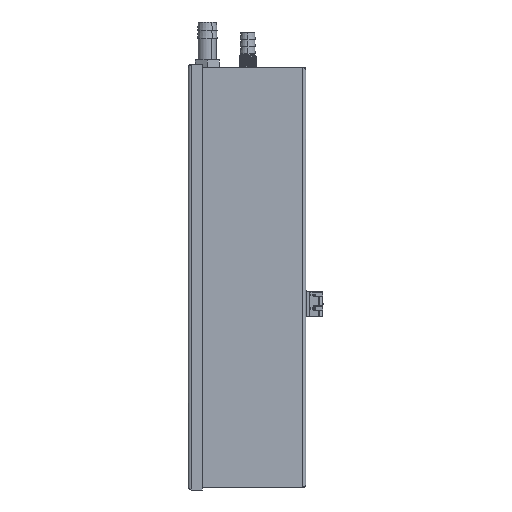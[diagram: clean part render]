
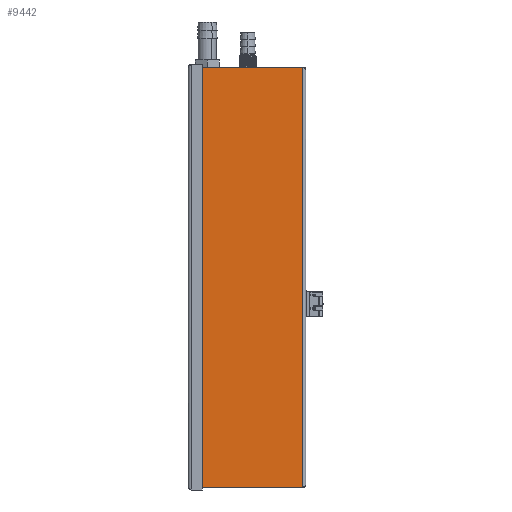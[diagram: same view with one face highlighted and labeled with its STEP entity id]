
A CAD part, left-side view. The second image highlights one B-rep face of the part: STEP entity #9442.
In plain terms, the highlighted planar face has unit normal (-1, 0, 0).
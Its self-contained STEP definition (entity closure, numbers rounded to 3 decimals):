
#661=DIRECTION('',(0.,0.,-1.));
#662=VECTOR('',#661,127.42);
#663=CARTESIAN_POINT('',(-74.5,83.,-19.08));
#664=LINE('',#663,#662);
#669=DIRECTION('',(0.,0.,-1.));
#670=VECTOR('',#669,150.095);
#671=CARTESIAN_POINT('',(-74.5,83.,146.5));
#672=LINE('',#671,#670);
#869=DIRECTION('',(0.,0.,1.));
#870=VECTOR('',#869,299.);
#871=CARTESIAN_POINT('',(-74.5,2.5,-149.5));
#872=LINE('',#871,#870);
#2773=DIRECTION('',(0.,0.,1.));
#2774=VECTOR('',#2773,5.485);
#2775=CARTESIAN_POINT('',(-74.5,83.,-14.08));
#2776=LINE('',#2775,#2774);
#2777=DIRECTION('',(0.,-0.707,0.707));
#2778=VECTOR('',#2777,4.243);
#2779=CARTESIAN_POINT('',(-74.5,83.,146.5));
#2780=LINE('',#2779,#2778);
#2781=DIRECTION('',(0.,-1.,0.));
#2782=VECTOR('',#2781,77.5);
#2783=CARTESIAN_POINT('',(-74.5,80.,149.5));
#2784=LINE('',#2783,#2782);
#2785=DIRECTION('',(0.,1.,0.));
#2786=VECTOR('',#2785,77.5);
#2787=CARTESIAN_POINT('',(-74.5,2.5,-149.5));
#2788=LINE('',#2787,#2786);
#2789=DIRECTION('',(0.,0.707,0.707));
#2790=VECTOR('',#2789,4.243);
#2791=CARTESIAN_POINT('',(-74.5,80.,-149.5));
#2792=LINE('',#2791,#2790);
#2797=DIRECTION('',(0.,1.,0.));
#2798=VECTOR('',#2797,0.5);
#2799=CARTESIAN_POINT('',(-74.5,82.5,-19.08));
#2800=LINE('',#2799,#2798);
#2801=DIRECTION('',(0.,0.,-1.));
#2802=VECTOR('',#2801,5.);
#2803=CARTESIAN_POINT('',(-74.5,82.5,-14.08));
#2804=LINE('',#2803,#2802);
#2813=DIRECTION('',(0.,-1.,0.));
#2814=VECTOR('',#2813,0.5);
#2815=CARTESIAN_POINT('',(-74.5,83.,-14.08));
#2816=LINE('',#2815,#2814);
#2825=DIRECTION('',(0.,1.,0.));
#2826=VECTOR('',#2825,0.5);
#2827=CARTESIAN_POINT('',(-74.5,82.5,-8.595));
#2828=LINE('',#2827,#2826);
#2829=DIRECTION('',(0.,0.,-1.));
#2830=VECTOR('',#2829,5.);
#2831=CARTESIAN_POINT('',(-74.5,82.5,-3.595));
#2832=LINE('',#2831,#2830);
#2841=DIRECTION('',(0.,-1.,0.));
#2842=VECTOR('',#2841,0.5);
#2843=CARTESIAN_POINT('',(-74.5,83.,-3.595));
#2844=LINE('',#2843,#2842);
#4211=CARTESIAN_POINT('',(-74.5,2.5,-149.5));
#4212=VERTEX_POINT('',#4211);
#4231=CARTESIAN_POINT('',(-74.5,83.,146.5));
#4232=CARTESIAN_POINT('',(-74.5,80.,149.5));
#4233=VERTEX_POINT('',#4231);
#4234=VERTEX_POINT('',#4232);
#4235=CARTESIAN_POINT('',(-74.5,2.5,149.5));
#4236=VERTEX_POINT('',#4235);
#4237=CARTESIAN_POINT('',(-74.5,80.,-149.5));
#4238=VERTEX_POINT('',#4237);
#4239=CARTESIAN_POINT('',(-74.5,83.,-146.5));
#4240=VERTEX_POINT('',#4239);
#4241=CARTESIAN_POINT('',(-74.5,82.5,-14.08));
#4242=CARTESIAN_POINT('',(-74.5,82.5,-19.08));
#4243=VERTEX_POINT('',#4241);
#4244=VERTEX_POINT('',#4242);
#4245=CARTESIAN_POINT('',(-74.5,82.5,-3.595));
#4246=CARTESIAN_POINT('',(-74.5,82.5,-8.595));
#4247=VERTEX_POINT('',#4245);
#4248=VERTEX_POINT('',#4246);
#5064=CARTESIAN_POINT('',(-74.5,83.,-14.08));
#5065=CARTESIAN_POINT('',(-74.5,83.,-8.595));
#5066=VERTEX_POINT('',#5064);
#5067=VERTEX_POINT('',#5065);
#5084=CARTESIAN_POINT('',(-74.5,83.,-19.08));
#5086=VERTEX_POINT('',#5084);
#5088=CARTESIAN_POINT('',(-74.5,83.,-3.595));
#5090=VERTEX_POINT('',#5088);
#9411=CARTESIAN_POINT('',(-74.5,0.,-150.));
#9412=DIRECTION('',(-1.,0.,0.));
#9413=DIRECTION('',(0.,0.,1.));
#9414=AXIS2_PLACEMENT_3D('',#9411,#9412,#9413);
#9415=PLANE('',#9414);
#9416=ORIENTED_EDGE('',*,*,#5788,.F.);
#9418=ORIENTED_EDGE('',*,*,#9417,.F.);
#9420=ORIENTED_EDGE('',*,*,#9419,.F.);
#9422=ORIENTED_EDGE('',*,*,#9421,.F.);
#9423=ORIENTED_EDGE('',*,*,#5776,.T.);
#9425=ORIENTED_EDGE('',*,*,#9424,.F.);
#9427=ORIENTED_EDGE('',*,*,#9426,.F.);
#9429=ORIENTED_EDGE('',*,*,#9428,.F.);
#9430=ORIENTED_EDGE('',*,*,#5803,.F.);
#9432=ORIENTED_EDGE('',*,*,#9431,.T.);
#9434=ORIENTED_EDGE('',*,*,#9433,.T.);
#9435=ORIENTED_EDGE('',*,*,#6194,.F.);
#9437=ORIENTED_EDGE('',*,*,#9436,.T.);
#9439=ORIENTED_EDGE('',*,*,#9438,.T.);
#9440=EDGE_LOOP('',(#9416,#9418,#9420,#9422,#9423,#9425,#9427,#9429,#9430,#9432,
#9434,#9435,#9437,#9439));
#9441=FACE_OUTER_BOUND('',#9440,.F.);
#9442=ADVANCED_FACE('',(#9441),#9415,.T.);
#5776=EDGE_CURVE('',#5066,#5067,#2776,.T.);
#5788=EDGE_CURVE('',#5086,#4240,#664,.T.);
#5803=EDGE_CURVE('',#4233,#5090,#672,.T.);
#6194=EDGE_CURVE('',#4212,#4236,#872,.T.);
#9417=EDGE_CURVE('',#4244,#5086,#2800,.T.);
#9419=EDGE_CURVE('',#4243,#4244,#2804,.T.);
#9421=EDGE_CURVE('',#5066,#4243,#2816,.T.);
#9424=EDGE_CURVE('',#4248,#5067,#2828,.T.);
#9426=EDGE_CURVE('',#4247,#4248,#2832,.T.);
#9428=EDGE_CURVE('',#5090,#4247,#2844,.T.);
#9431=EDGE_CURVE('',#4233,#4234,#2780,.T.);
#9433=EDGE_CURVE('',#4234,#4236,#2784,.T.);
#9436=EDGE_CURVE('',#4212,#4238,#2788,.T.);
#9438=EDGE_CURVE('',#4238,#4240,#2792,.T.);
